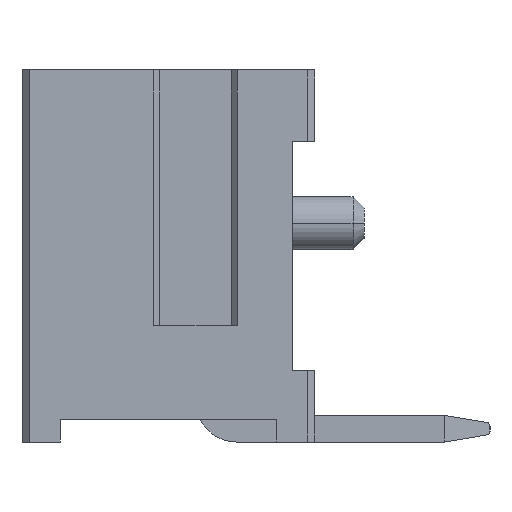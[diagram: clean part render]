
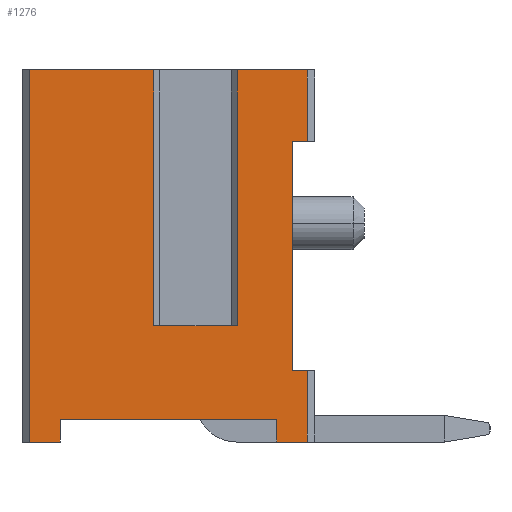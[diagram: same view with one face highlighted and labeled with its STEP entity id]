
A CAD part, left-side view. The second image highlights one B-rep face of the part: STEP entity #1276.
In plain terms, the highlighted planar face has unit normal (-1, 0, 0).
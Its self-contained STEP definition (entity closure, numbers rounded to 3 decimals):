
#1276=ADVANCED_FACE('',(#2585),#2586,.T.);
#2585=FACE_OUTER_BOUND('',#3909,.T.);
#2586=PLANE('',#3910);
#3909=EDGE_LOOP('',(#7981,#7982,#7983,#7984,#7985,#7986,#7987,#7988,#7989,#7990,#7991,#7992,#7993,#7994,#7995,#7996));
#3910=AXIS2_PLACEMENT_3D('',#7997,#7998,#7999);
#7981=ORIENTED_EDGE('',*,*,#9675,.T.);
#7982=ORIENTED_EDGE('',*,*,#9691,.T.);
#7983=ORIENTED_EDGE('',*,*,#9835,.F.);
#7984=ORIENTED_EDGE('',*,*,#9836,.T.);
#7985=ORIENTED_EDGE('',*,*,#9837,.T.);
#7986=ORIENTED_EDGE('',*,*,#9781,.T.);
#7987=ORIENTED_EDGE('',*,*,#9838,.T.);
#7988=ORIENTED_EDGE('',*,*,#9839,.T.);
#7989=ORIENTED_EDGE('',*,*,#9840,.T.);
#7990=ORIENTED_EDGE('',*,*,#9824,.T.);
#7991=ORIENTED_EDGE('',*,*,#8283,.T.);
#7992=ORIENTED_EDGE('',*,*,#9814,.T.);
#7993=ORIENTED_EDGE('',*,*,#9841,.T.);
#7994=ORIENTED_EDGE('',*,*,#9692,.T.);
#7995=ORIENTED_EDGE('',*,*,#9684,.T.);
#7996=ORIENTED_EDGE('',*,*,#9688,.T.);
#7997=CARTESIAN_POINT('',(-1.575,1.925,-0.175));
#7998=DIRECTION('',(-1.0,0.,0.0));
#7999=DIRECTION('',(0.,-1.0,0.0));
#8283=EDGE_CURVE('',#10003,#10001,#10004,.T.);
#9675=EDGE_CURVE('',#12084,#12085,#12086,.T.);
#9684=EDGE_CURVE('',#12099,#12100,#12101,.T.);
#9688=EDGE_CURVE('',#12100,#12084,#12105,.T.);
#9691=EDGE_CURVE('',#12085,#12107,#12109,.T.);
#9692=EDGE_CURVE('',#12110,#12099,#12111,.T.);
#9781=EDGE_CURVE('',#12254,#12252,#12255,.T.);
#9814=EDGE_CURVE('',#10001,#12301,#12303,.T.);
#9824=EDGE_CURVE('',#12316,#10003,#12317,.T.);
#9835=EDGE_CURVE('',#12332,#12107,#12333,.T.);
#9836=EDGE_CURVE('',#12332,#12334,#12335,.T.);
#9837=EDGE_CURVE('',#12334,#12254,#12336,.T.);
#9838=EDGE_CURVE('',#12252,#12337,#12338,.T.);
#9839=EDGE_CURVE('',#12337,#12339,#12340,.T.);
#9840=EDGE_CURVE('',#12339,#12316,#12341,.T.);
#9841=EDGE_CURVE('',#12301,#12110,#12342,.T.);
#10001=VERTEX_POINT('',#12549);
#10003=VERTEX_POINT('',#12552);
#10004=LINE('',#12553,#12554);
#12084=VERTEX_POINT('',#15515);
#12085=VERTEX_POINT('',#15516);
#12086=LINE('',#15517,#15518);
#12099=VERTEX_POINT('',#15537);
#12100=VERTEX_POINT('',#15538);
#12101=LINE('',#15539,#15540);
#12105=LINE('',#15546,#15547);
#12107=VERTEX_POINT('',#15549);
#12109=LINE('',#15552,#15553);
#12110=VERTEX_POINT('',#15554);
#12111=LINE('',#15555,#15556);
#12252=VERTEX_POINT('',#15767);
#12254=VERTEX_POINT('',#15770);
#12255=LINE('',#15771,#15772);
#12301=VERTEX_POINT('',#15843);
#12303=LINE('',#15846,#15847);
#12316=VERTEX_POINT('',#15866);
#12317=LINE('',#15867,#15868);
#12332=VERTEX_POINT('',#15890);
#12333=LINE('',#15891,#15892);
#12334=VERTEX_POINT('',#15893);
#12335=LINE('',#15894,#15895);
#12336=LINE('',#15896,#15897);
#12337=VERTEX_POINT('',#15898);
#12338=LINE('',#15899,#15900);
#12339=VERTEX_POINT('',#15901);
#12340=LINE('',#15902,#15903);
#12341=LINE('',#15904,#15905);
#12342=LINE('',#15906,#15907);
#12549=CARTESIAN_POINT('',(-1.575,0.3,3.775));
#12552=CARTESIAN_POINT('',(-1.575,0.3,0.765));
#12553=CARTESIAN_POINT('',(-1.575,0.3,0.795));
#12554=VECTOR('',#16068,1.0);
#15515=CARTESIAN_POINT('',(-1.575,2.12,1.355));
#15516=CARTESIAN_POINT('',(-1.575,2.12,4.715));
#15517=CARTESIAN_POINT('',(-1.575,2.12,2.32));
#15518=VECTOR('',#17400,1.0);
#15537=CARTESIAN_POINT('',(-1.575,1.02,4.715));
#15538=CARTESIAN_POINT('',(-1.575,1.02,1.355));
#15539=CARTESIAN_POINT('',(-1.575,1.02,2.32));
#15540=VECTOR('',#17407,1.0);
#15546=CARTESIAN_POINT('',(-1.575,1.748,1.355));
#15547=VECTOR('',#17410,1.0);
#15549=CARTESIAN_POINT('',(-1.575,3.75,4.715));
#15552=CARTESIAN_POINT('',(-1.575,3.75,4.715));
#15553=VECTOR('',#17412,1.0);
#15554=CARTESIAN_POINT('',(-1.575,0.1,4.715));
#15555=CARTESIAN_POINT('',(-1.575,3.75,4.715));
#15556=VECTOR('',#17413,1.0);
#15767=CARTESIAN_POINT('',(-1.575,0.5,0.125));
#15770=CARTESIAN_POINT('',(-1.575,3.35,0.125));
#15771=CARTESIAN_POINT('',(-1.575,1.925,0.125));
#15772=VECTOR('',#17485,1.0);
#15843=CARTESIAN_POINT('',(-1.575,0.1,3.775));
#15846=CARTESIAN_POINT('',(-1.575,1.113,3.775));
#15847=VECTOR('',#17512,1.0);
#15866=CARTESIAN_POINT('',(-1.575,0.1,0.765));
#15867=CARTESIAN_POINT('',(-1.575,1.113,0.765));
#15868=VECTOR('',#17519,1.0);
#15890=CARTESIAN_POINT('',(-1.575,3.75,-0.175));
#15891=CARTESIAN_POINT('',(-1.575,3.75,-0.175));
#15892=VECTOR('',#17527,1.0);
#15893=CARTESIAN_POINT('',(-1.575,3.35,-0.175));
#15894=CARTESIAN_POINT('',(-1.575,3.75,-0.175));
#15895=VECTOR('',#17528,1.0);
#15896=CARTESIAN_POINT('',(-1.575,3.35,-0.225));
#15897=VECTOR('',#17529,1.0);
#15898=CARTESIAN_POINT('',(-1.575,0.5,-0.175));
#15899=CARTESIAN_POINT('',(-1.575,0.5,-0.225));
#15900=VECTOR('',#17530,1.0);
#15901=CARTESIAN_POINT('',(-1.575,0.1,-0.175));
#15902=CARTESIAN_POINT('',(-1.575,3.75,-0.175));
#15903=VECTOR('',#17531,1.0);
#15904=CARTESIAN_POINT('',(-1.575,0.1,-0.175));
#15905=VECTOR('',#17532,1.0);
#15906=CARTESIAN_POINT('',(-1.575,0.1,-0.175));
#15907=VECTOR('',#17533,1.0);
#16068=DIRECTION('',(0.,0.,1.0));
#17400=DIRECTION('',(0.,0.,1.0));
#17407=DIRECTION('',(0.,0.,-1.0));
#17410=DIRECTION('',(0.,1.0,0.));
#17412=DIRECTION('',(0.,1.0,0.0));
#17413=DIRECTION('',(0.,1.0,0.0));
#17485=DIRECTION('',(0.,-1.0,0.0));
#17512=DIRECTION('',(0.,-1.0,0.));
#17519=DIRECTION('',(0.,1.0,0.));
#17527=DIRECTION('',(0.0,0.0,1.0));
#17528=DIRECTION('',(0.,-1.0,0.0));
#17529=DIRECTION('',(0.0,0.0,1.0));
#17530=DIRECTION('',(0.0,0.0,-1.0));
#17531=DIRECTION('',(0.,-1.0,0.0));
#17532=DIRECTION('',(0.0,0.0,1.0));
#17533=DIRECTION('',(0.0,0.0,1.0));
